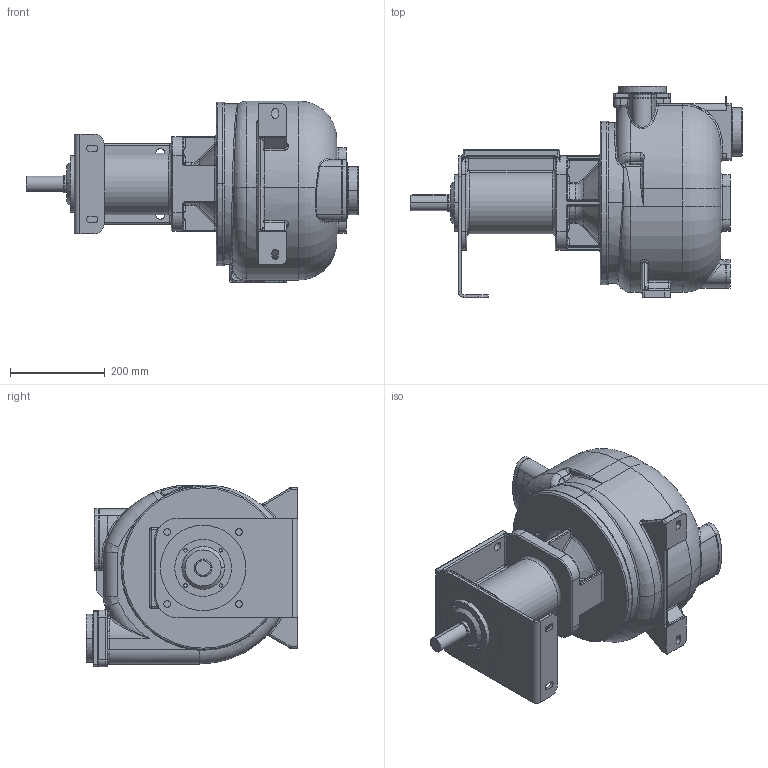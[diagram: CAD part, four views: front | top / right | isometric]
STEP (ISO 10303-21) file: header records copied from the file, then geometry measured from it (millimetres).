
FILE_DESCRIPTION((''),'2;1');
FILE_NAME('S_91_B','2022-09-30T11:56:14',('Nicola'),(''),'CREO PARAMETRIC BY PTC INC, 2020354','CREO PARAMETRIC BY PTC INC, 2020354','');
FILE_SCHEMA(('CONFIG_CONTROL_DESIGN'));
Products named in the file (1): S_91_B
Bounding box: 701.5 x 447 x 384 mm (x, y, z)
Volume: 17575118.6 mm3; surface area: 2237767.3 mm2
Topology: 1 solids, 2 shells, 1746 faces, 4128 edges, 2422 vertices
Faces by surface type: cylinder 650, bspline 380, plane 354, torus 217, cone 84, sphere 56, extrusion 5
Entity records: 99644 total; most frequent: CARTESIAN_POINT 61500, ORIENTED_EDGE 8168, DIRECTION 7854, EDGE_CURVE 4084, AXIS2_PLACEMENT_3D 3268, VERTEX_POINT 2422, CIRCLE 1904, EDGE_LOOP 1868
